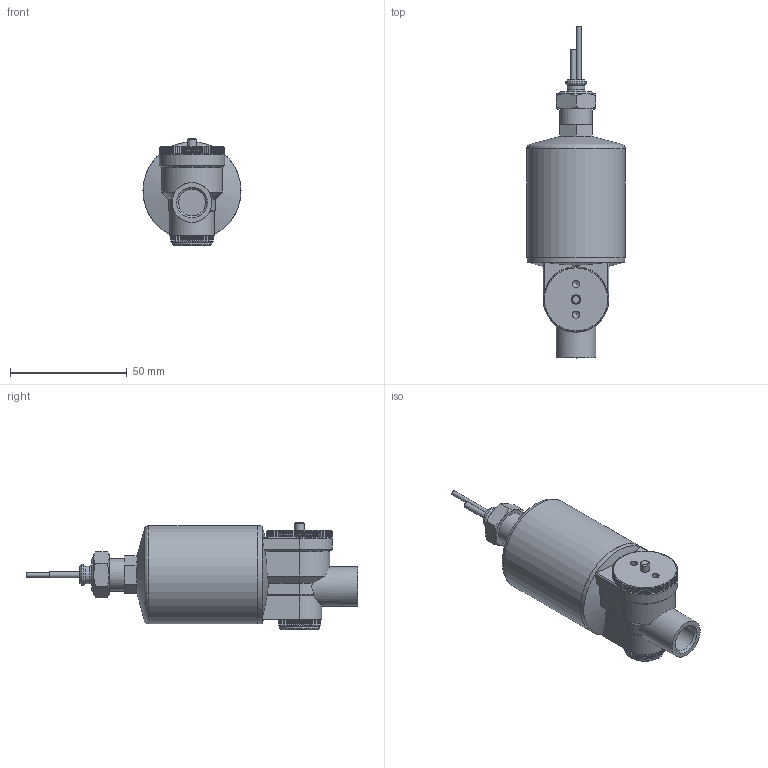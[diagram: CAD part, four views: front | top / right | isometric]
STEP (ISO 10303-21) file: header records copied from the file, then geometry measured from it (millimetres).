
FILE_DESCRIPTION(/* description */ ('STEP AP214'),/* implementation_level */ '2;1');
FILE_NAME(/* name */ '158497_WA-1-B',/* time_stamp */ '2024-09-18T13:24:35+02:00',/* author */ ('License CC BY-ND 4.0'),/* organization */ ('CADENAS'),/* preprocessor_version */ 'ST-DEVELOPER v19.3',/* originating_system */ 'PARTsolutions',/* authorisation */ ' ');
FILE_SCHEMA (('AUTOMOTIVE_DESIGN {1 0 10303 214 3 1 1}'));
Length unit declared in the file: millimetre
Products named in the file (1): 158497 WA-1-B---(high)
Bounding box: 42 x 142 x 46 mm (x, y, z)
Volume: 101482.4 mm3; surface area: 16245.3 mm2
Topology: 1 solids, 1 shells, 564 faces, 1599 edges, 1047 vertices
Faces by surface type: plane 351, cylinder 173, cone 36, torus 4
Full cylindrical faces by diameter (mm): 2 x1, 2.5 x1, 3 x4, 4 x1, 5 x1, 7.5 x1, 9 x1, 11.445 x1, 14 x1, 17 x2, 41.9 x1, 42 x1
Entity records: 22596 total; most frequent: CARTESIAN_POINT 5155, ORIENTED_EDGE 3104, DIRECTION 2408, EDGE_CURVE 1552, VERTEX_POINT 1038, AXIS2_PLACEMENT_3D 949, B_SPLINE_CURVE_WITH_KNOTS 658, FACE_BOUND 612
